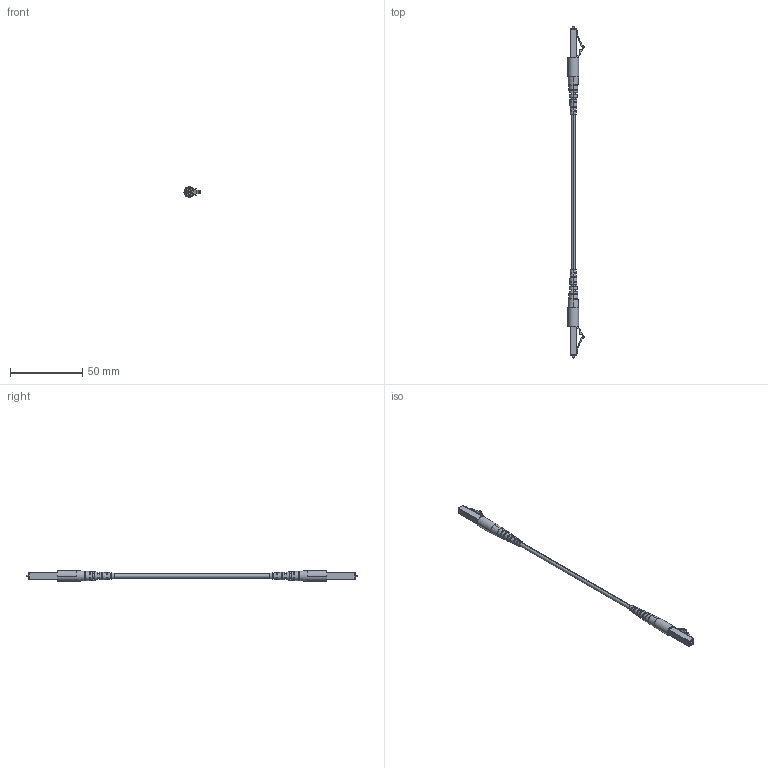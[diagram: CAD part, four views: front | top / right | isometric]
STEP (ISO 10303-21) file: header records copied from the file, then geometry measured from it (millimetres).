
FILE_DESCRIPTION (( 'STEP AP203' ), '1' );
FILE_NAME ('SFOBILC.STEP', '2010-09-08T17:55:57', ( 'x' ), ( 'Microsoft' ), 'SwSTEP 2.0', 'SolidWorks 2010', '' );
FILE_SCHEMA (( 'CONFIG_CONTROL_DESIGN' ));
Length unit declared in the file: inch
Products named in the file (5): CONN-LC3-020-1-MA1; CONN-LC3-020-1-MA2; SFOBILC; N601-INS-SF-10C; CONN-LC3-020-1
Assembly tree (5 placements, depth 3):
  SFOBILC
    N601-INS-SF-10C
    CONN-LC3-020-1  x2
      CONN-LC3-020-1-MA1
      CONN-LC3-020-1-MA2
Bounding box: 11.17 x 230.38 x 7.37 mm (x, y, z)
Volume: 2884.6 mm3; surface area: 5586.1 mm2
Topology: 7 solids, 7 shells, 326 faces, 908 edges, 576 vertices
Faces by surface type: plane 214, cylinder 62, cone 36, sphere 8, torus 4, bspline 2
Entity records: 6132 total; most frequent: CARTESIAN_POINT 1298, ORIENTED_EDGE 906, DIRECTION 905, EDGE_CURVE 453, AXIS2_PLACEMENT_3D 337, VERTEX_POINT 290, VECTOR 231, LINE 231
